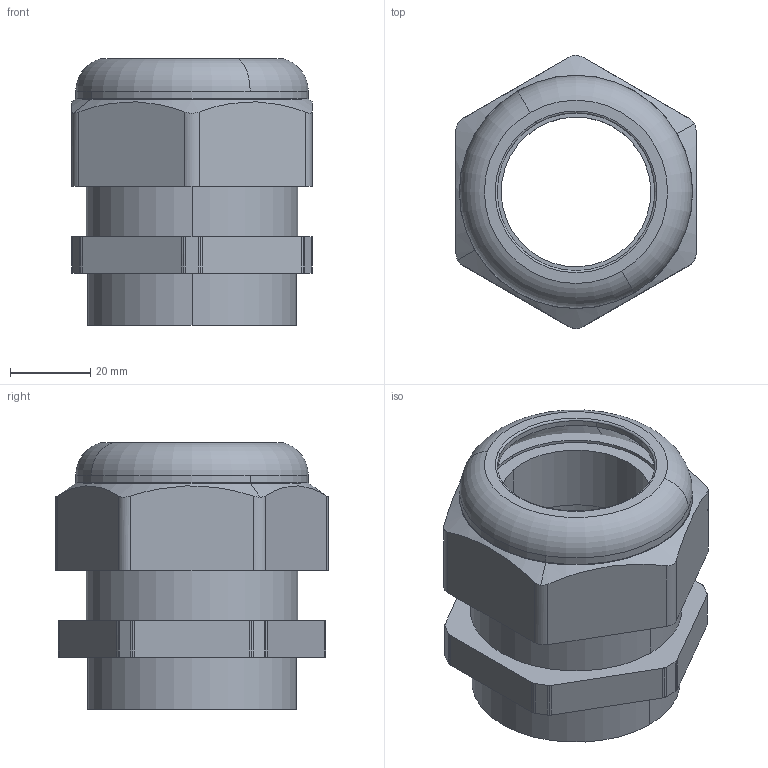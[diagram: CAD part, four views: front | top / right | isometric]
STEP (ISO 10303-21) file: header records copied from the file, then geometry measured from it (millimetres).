
FILE_DESCRIPTION(('CATIA V5R24 STEP','CAx-IF Rec.Pracs.--- Model Styling and Organization---1.2---2011-12-15'),'2;1');
FILE_NAME ('D1458936_0', '2018-03-22T10:30:33+00:00', ('Weidmueller Interface'), ('Weidmueller'), 'CATIA Version 5-6 Release 2014 SP4 HF52', 'CATIA V5 STEP AP214', 'none');
FILE_SCHEMA(('AUTOMOTIVE_DESIGN { 1 0 10303 214 1 1 1 1 }'));
Length unit declared in the file: millimetre
Products named in the file (1): VG_42
Bounding box: 60 x 68.2 x 66.5 mm (x, y, z)
Volume: 75054.9 mm3; surface area: 40581.7 mm2
Topology: 3 solids, 3 shells, 103 faces, 264 edges, 172 vertices
Faces by surface type: cylinder 54, plane 31, cone 12, torus 6
Entity records: 3316 total; most frequent: CARTESIAN_POINT 922, ORIENTED_EDGE 528, DIRECTION 396, EDGE_CURVE 264, AXIS2_PLACEMENT_3D 186, VERTEX_POINT 172, VECTOR 118, LINE 118
